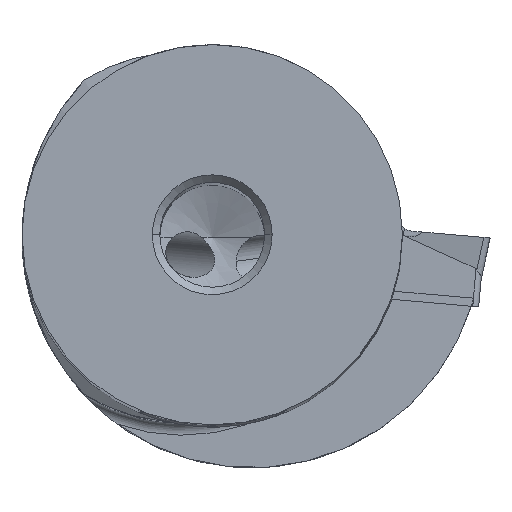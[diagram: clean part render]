
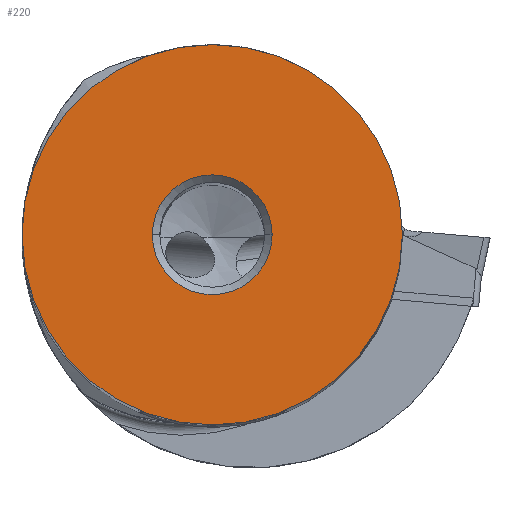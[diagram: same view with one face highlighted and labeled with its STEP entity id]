
A CAD part, top view. The second image highlights one B-rep face of the part: STEP entity #220.
In plain terms, the highlighted planar face has unit normal (0, 0, 1).
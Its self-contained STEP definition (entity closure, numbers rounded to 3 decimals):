
#54=FACE_BOUND('',#509,.T.);
#55=FACE_BOUND('',#510,.T.);
#220=ADVANCED_FACE('',(#54,#55),#308,.F.);
#308=PLANE('',#2843);
#509=EDGE_LOOP('',(#996,#997));
#510=EDGE_LOOP('',(#998,#999));
#996=ORIENTED_EDGE('',*,*,#1827,.T.);
#997=ORIENTED_EDGE('',*,*,#1821,.T.);
#998=ORIENTED_EDGE('',*,*,#1828,.T.);
#999=ORIENTED_EDGE('',*,*,#1829,.T.);
#1494=VERTEX_POINT('',#4994);
#1495=VERTEX_POINT('',#4996);
#1501=VERTEX_POINT('',#5011);
#1502=VERTEX_POINT('',#5012);
#1821=EDGE_CURVE('',#1494,#1495,#2181,.T.);
#1827=EDGE_CURVE('',#1495,#1494,#2182,.T.);
#1828=EDGE_CURVE('',#1501,#1502,#2183,.T.);
#1829=EDGE_CURVE('',#1502,#1501,#2184,.T.);
#2181=CIRCLE('',#2835,12.7);
#2182=CIRCLE('',#2840,12.7);
#2183=CIRCLE('',#2841,4.);
#2184=CIRCLE('',#2842,4.);
#2835=AXIS2_PLACEMENT_3D('',#4997,#3307,#3308);
#2840=AXIS2_PLACEMENT_3D('',#5009,#3319,#3320);
#2841=AXIS2_PLACEMENT_3D('',#5010,#3321,#3322);
#2842=AXIS2_PLACEMENT_3D('',#5013,#3323,#3324);
#2843=AXIS2_PLACEMENT_3D('',#5014,#3325,#3326);
#3307=DIRECTION('',(0.,0.,1.));
#3308=DIRECTION('',(-1.,0.,0.));
#3319=DIRECTION('',(0.,0.,1.));
#3320=DIRECTION('',(1.,0.,0.));
#3321=DIRECTION('',(0.,0.,-1.));
#3322=DIRECTION('',(1.,0.,0.));
#3323=DIRECTION('',(0.,0.,-1.));
#3324=DIRECTION('',(-1.,0.,0.));
#3325=DIRECTION('',(0.,0.,-1.));
#3326=DIRECTION('',(1.,0.,0.));
#4994=CARTESIAN_POINT('',(-12.7,0.,0.));
#4996=CARTESIAN_POINT('',(12.7,0.,0.));
#4997=CARTESIAN_POINT('',(0.,0.,0.));
#5009=CARTESIAN_POINT('',(0.,0.,0.));
#5010=CARTESIAN_POINT('',(0.,0.,0.));
#5011=CARTESIAN_POINT('',(4.,0.,0.));
#5012=CARTESIAN_POINT('',(-4.,0.,0.));
#5013=CARTESIAN_POINT('',(0.,0.,0.));
#5014=CARTESIAN_POINT('',(0.,0.,0.));
